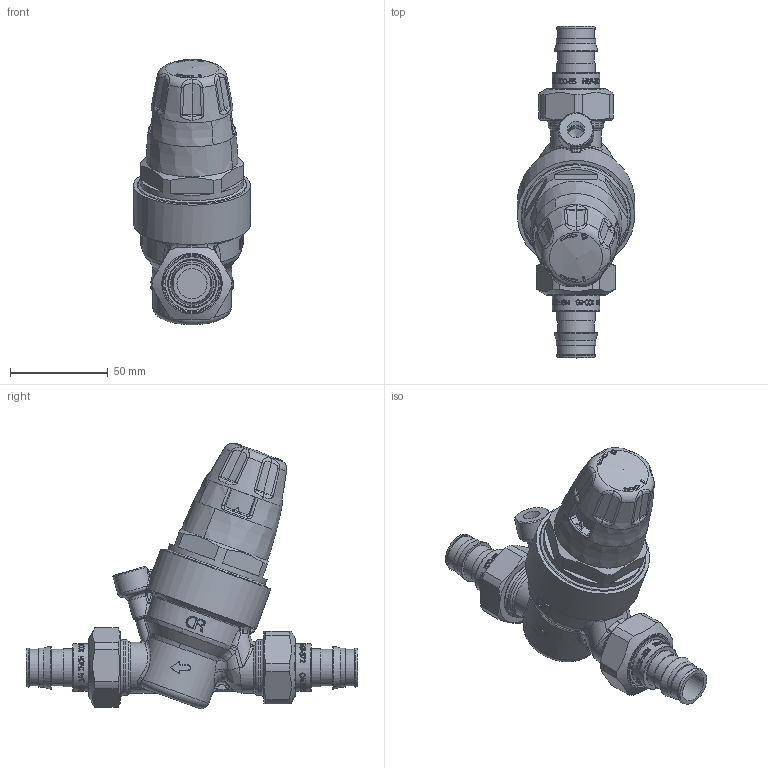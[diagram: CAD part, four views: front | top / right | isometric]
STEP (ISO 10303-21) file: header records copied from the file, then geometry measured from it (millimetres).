
FILE_DESCRIPTION(/* description */ (''),/* implementation_level */ '2;1');
FILE_NAME(/* name */ '535550HA_Simplify_1.stp',/* time_stamp */ '2025-08-19T09:11:07-05:00',/* author */ ('ischreiner'),/* organization */ (''),/* preprocessor_version */ 'ST-DEVELOPER v20',/* originating_system */ 'Autodesk Inventor 2025',/* authorisation */ '');
FILE_SCHEMA (('AUTOMOTIVE_DESIGN { 1 0 10303 214 3 1 1 }'));
Products named in the file (1): 535550HA_Simplify_1
Bounding box: 59.99 x 169.96 x 135.88 mm (x, y, z)
Volume: 295548.3 mm3; surface area: 51039.4 mm2
Topology: 5 solids, 5 shells, 1798 faces, 4731 edges, 3023 vertices
Faces by surface type: bspline 754, plane 611, cylinder 262, torus 90, cone 42, sphere 39
Full cylindrical faces by diameter (mm): 7.95 x1, 15.367 x2, 18 x1, 18.745 x4, 19.609 x2, 19.99 x2, 20.091 x2, 24.384 x2, 26 x1, 26.924 x2, 27.686 x2, 28.5 x2, 29.972 x2, 30.302 x2, 33.1 x2, 53 x1, 60 x1
Entity records: 89819 total; most frequent: CARTESIAN_POINT 47691, ORIENTED_EDGE 9406, DIRECTION 6797, EDGE_CURVE 4703, VERTEX_POINT 3023, AXIS2_PLACEMENT_3D 2544, EDGE_LOOP 1914, STYLED_ITEM 1803
